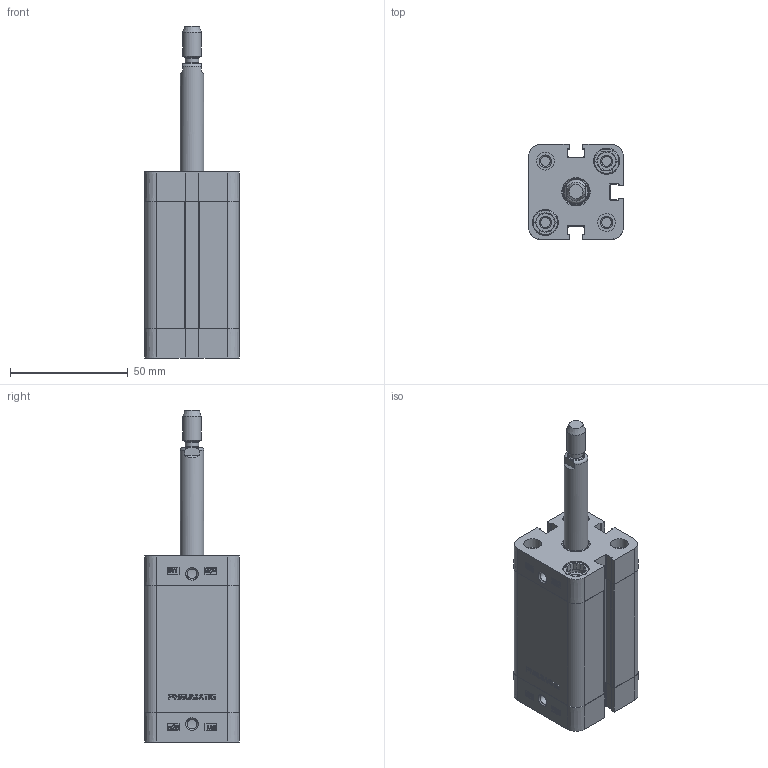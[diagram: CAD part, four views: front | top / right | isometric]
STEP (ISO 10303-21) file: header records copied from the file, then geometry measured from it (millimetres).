
FILE_DESCRIPTION(/* description */ (''),/* implementation_level */ '2;1');
FILE_NAME(/* name */ 'C-D-25-1000-MR.stp',/* time_stamp */ '2016-02-05T15:08:12+01:00',/* author */ (''),/* organization */ (''),/* preprocessor_version */ 'ST-DEVELOPER v15.2',/* originating_system */ 'Autodesk Translator Framework v2.0.0.5431',/* authorisation */ '');
FILE_SCHEMA (('AUTOMOTIVE_DESIGN { 1 0 10303 214 3 1 1 }'));
Length unit declared in the file: centimetre
Products named in the file (1): (Unsaved)
Bounding box: 40.3 x 40.3 x 141 mm (x, y, z)
Volume: 92292 mm3; surface area: 34367.8 mm2
Topology: 4 solids, 10 shells, 806 faces, 2145 edges, 1417 vertices
Faces by surface type: plane 394, bspline 215, cylinder 132, cone 46, torus 19
Full cylindrical faces by diameter (mm): 4.134 x3, 5.8 x1, 7.5 x4, 8 x10, 9 x1, 10 x1, 10.48 x1, 10.9 x4, 11.1 x4, 11.4 x1, 12 x1, 13.84 x1, 14 x1, 25 x1
Entity records: 26230 total; most frequent: CARTESIAN_POINT 7743, ORIENTED_EDGE 4084, DIRECTION 3133, EDGE_CURVE 2042, VERTEX_POINT 1401, LINE 1251, VECTOR 1251, EDGE_LOOP 965
